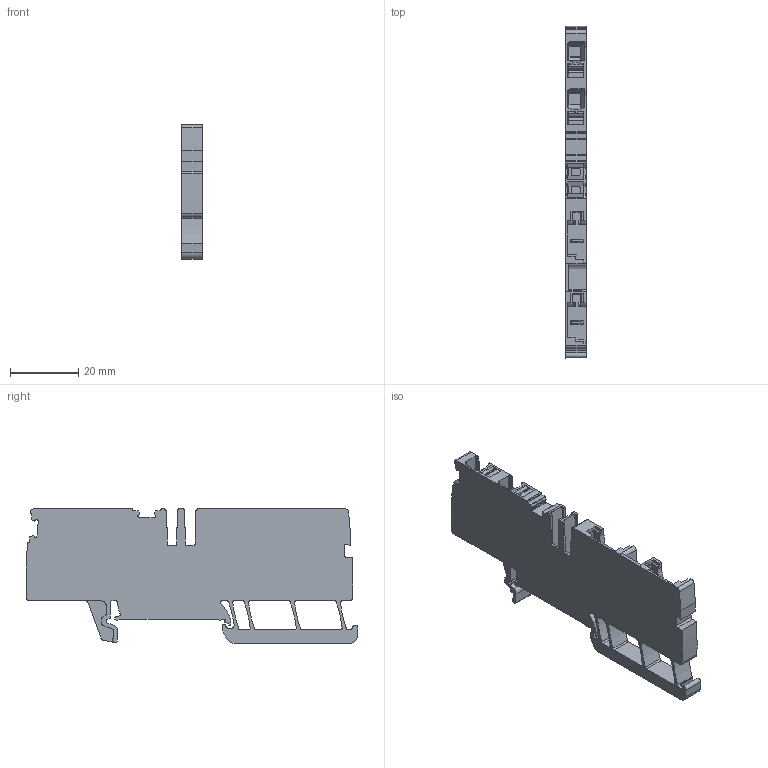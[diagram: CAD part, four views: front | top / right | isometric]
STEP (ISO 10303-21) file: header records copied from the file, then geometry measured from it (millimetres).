
FILE_DESCRIPTION(('CATIA V5R20 STEP214','CAx-IF Rec.Pracs.--- Model Styling and Organization---1.2---2011-12-15'),'2;1');
FILE_NAME ('435095-1_1', '2018-08-24T10:11:13+00:00', ('Weidmueller Interface'), ('Weidmueller'), 'CATIA Version 5-6 Release 2014 SP4 HF52', 'CATIA V5 STEP AP214', 'none');
FILE_SCHEMA(('AUTOMOTIVE_DESIGN { 1 0 10303 214 1 1 1 1 }'));
Length unit declared in the file: millimetre
Products named in the file (1): 2540100000
Bounding box: 6.05 x 97.38 x 39.4 mm (x, y, z)
Volume: 14372.1 mm3; surface area: 11806.8 mm2
Topology: 5 solids, 7 shells, 842 faces, 2378 edges, 1545 vertices
Faces by surface type: plane 421, cylinder 365, torus 31, sphere 11, cone 10, bspline 4
Entity records: 27969 total; most frequent: CARTESIAN_POINT 6132, ORIENTED_EDGE 4734, DIRECTION 3671, EDGE_CURVE 2367, VERTEX_POINT 1545, VECTOR 1505, LINE 1505, AXIS2_PLACEMENT_3D 1423
